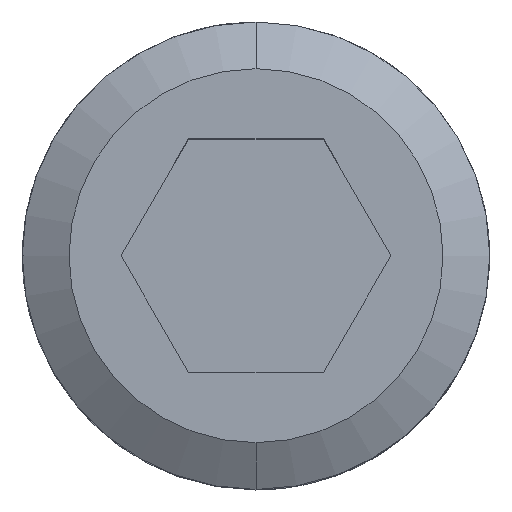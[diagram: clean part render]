
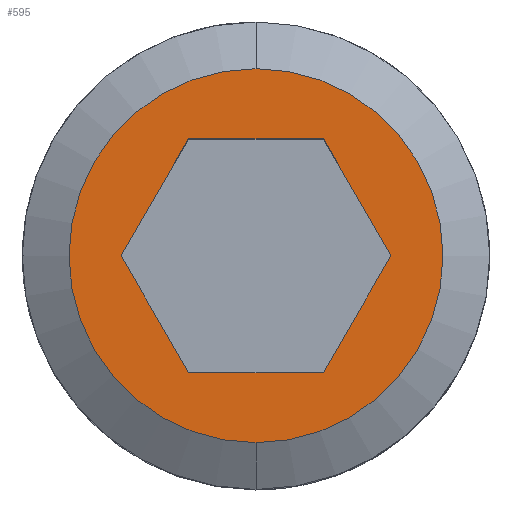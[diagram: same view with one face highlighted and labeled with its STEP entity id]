
A CAD part, top view. The second image highlights one B-rep face of the part: STEP entity #595.
In plain terms, the highlighted planar face has unit normal (0, 0, 1).
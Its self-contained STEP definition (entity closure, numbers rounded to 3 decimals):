
#4 = EDGE_CURVE ( 'NONE', #159, #142, #675, .T. ) ;
#50 = CARTESIAN_POINT ( 'NONE',  ( 0., 3., 0. ) ) ;
#71 = CARTESIAN_POINT ( 'NONE',  ( 0.866, 1.5, 0. ) ) ;
#142 = VERTEX_POINT ( 'NONE', #1392 ) ;
#159 = VERTEX_POINT ( 'NONE', #1176 ) ;
#190 = DIRECTION ( 'NONE',  ( -0.5, -0.866, 0. ) ) ;
#201 = DIRECTION ( 'NONE',  ( 0., 1., 0. ) ) ;
#203 = DIRECTION ( 'NONE',  ( 0., 0., -1. ) ) ;
#206 = DIRECTION ( 'NONE',  ( 0., 0., -1. ) ) ;
#251 = VECTOR ( 'NONE', #936, 1000. ) ;
#268 = LINE ( 'NONE', #662, #1142 ) ;
#271 = ORIENTED_EDGE ( 'NONE', *, *, #1165, .F. ) ;
#275 = EDGE_CURVE ( 'NONE', #387, #940, #374, .T. ) ;
#289 = ORIENTED_EDGE ( 'NONE', *, *, #1264, .F. ) ;
#322 = LINE ( 'NONE', #1336, #483 ) ;
#326 = DIRECTION ( 'NONE',  ( -0.5, 0.866, 0. ) ) ;
#333 = AXIS2_PLACEMENT_3D ( 'NONE', #1388, #573, #1219 ) ;
#359 = CARTESIAN_POINT ( 'NONE',  ( 0., 3., 0. ) ) ;
#365 = CARTESIAN_POINT ( 'NONE',  ( 0.866, 1.5, 0. ) ) ;
#369 = ORIENTED_EDGE ( 'NONE', *, *, #892, .F. ) ;
#374 = CIRCLE ( 'NONE', #1338, 2.4 ) ;
#382 = CARTESIAN_POINT ( 'NONE',  ( 0.866, 4.5, 0. ) ) ;
#387 = VERTEX_POINT ( 'NONE', #718 ) ;
#471 = ORIENTED_EDGE ( 'NONE', *, *, #973, .F. ) ;
#473 = DIRECTION ( 'NONE',  ( -1., 0., 0. ) ) ;
#478 = EDGE_CURVE ( 'NONE', #940, #387, #724, .T. ) ;
#483 = VECTOR ( 'NONE', #326, 1000. ) ;
#498 = CARTESIAN_POINT ( 'NONE',  ( 1.732, 3., 0. ) ) ;
#563 = LINE ( 'NONE', #365, #251 ) ;
#573 = DIRECTION ( 'NONE',  ( 0., 0., -1. ) ) ;
#575 = ORIENTED_EDGE ( 'NONE', *, *, #478, .F. ) ;
#591 = VERTEX_POINT ( 'NONE', #498 ) ;
#593 = LINE ( 'NONE', #903, #1183 ) ;
#595 = ADVANCED_FACE ( 'NONE', ( #982, #1054 ), #949, .F. ) ;
#662 = CARTESIAN_POINT ( 'NONE',  ( -0.866, 1.5, 0. ) ) ;
#675 = LINE ( 'NONE', #382, #1269 ) ;
#676 = CARTESIAN_POINT ( 'NONE',  ( -1.732, 3., 0. ) ) ;
#688 = CARTESIAN_POINT ( 'NONE',  ( -0.866, 4.5, 0. ) ) ;
#718 = CARTESIAN_POINT ( 'NONE',  ( 0., 5.4, 0. ) ) ;
#724 = CIRCLE ( 'NONE', #333, 2.4 ) ;
#759 = ORIENTED_EDGE ( 'NONE', *, *, #4, .F. ) ;
#764 = AXIS2_PLACEMENT_3D ( 'NONE', #50, #203, #1408 ) ;
#837 = EDGE_CURVE ( 'NONE', #142, #1401, #1036, .T. ) ;
#892 = EDGE_CURVE ( 'NONE', #1213, #591, #563, .T. ) ;
#903 = CARTESIAN_POINT ( 'NONE',  ( -1.732, 3., 0. ) ) ;
#936 = DIRECTION ( 'NONE',  ( 0.5, 0.866, 0. ) ) ;
#940 = VERTEX_POINT ( 'NONE', #1203 ) ;
#949 = PLANE ( 'NONE',  #764 ) ;
#973 = EDGE_CURVE ( 'NONE', #1401, #1052, #593, .T. ) ;
#982 = FACE_BOUND ( 'NONE', #1412, .T. ) ;
#1003 = DIRECTION ( 'NONE',  ( 1., 0., 0. ) ) ;
#1036 = LINE ( 'NONE', #688, #1384 ) ;
#1052 = VERTEX_POINT ( 'NONE', #1247 ) ;
#1054 = FACE_OUTER_BOUND ( 'NONE', #1214, .T. ) ;
#1142 = VECTOR ( 'NONE', #1003, 1000. ) ;
#1165 = EDGE_CURVE ( 'NONE', #591, #159, #322, .T. ) ;
#1176 = CARTESIAN_POINT ( 'NONE',  ( 0.866, 4.5, 0. ) ) ;
#1183 = VECTOR ( 'NONE', #1190, 1000. ) ;
#1190 = DIRECTION ( 'NONE',  ( 0.5, -0.866, 0. ) ) ;
#1203 = CARTESIAN_POINT ( 'NONE',  ( 0., 0.6, 0. ) ) ;
#1213 = VERTEX_POINT ( 'NONE', #71 ) ;
#1214 = EDGE_LOOP ( 'NONE', ( #1251, #575 ) ) ;
#1219 = DIRECTION ( 'NONE',  ( 0., 1., 0. ) ) ;
#1247 = CARTESIAN_POINT ( 'NONE',  ( -0.866, 1.5, 0. ) ) ;
#1251 = ORIENTED_EDGE ( 'NONE', *, *, #275, .F. ) ;
#1264 = EDGE_CURVE ( 'NONE', #1052, #1213, #268, .T. ) ;
#1269 = VECTOR ( 'NONE', #473, 1000. ) ;
#1336 = CARTESIAN_POINT ( 'NONE',  ( 1.732, 3., 0. ) ) ;
#1338 = AXIS2_PLACEMENT_3D ( 'NONE', #359, #206, #201 ) ;
#1343 = ORIENTED_EDGE ( 'NONE', *, *, #837, .F. ) ;
#1384 = VECTOR ( 'NONE', #190, 1000. ) ;
#1388 = CARTESIAN_POINT ( 'NONE',  ( 0., 3., 0. ) ) ;
#1392 = CARTESIAN_POINT ( 'NONE',  ( -0.866, 4.5, 0. ) ) ;
#1401 = VERTEX_POINT ( 'NONE', #676 ) ;
#1408 = DIRECTION ( 'NONE',  ( 0., 1., 0. ) ) ;
#1412 = EDGE_LOOP ( 'NONE', ( #369, #289, #471, #1343, #759, #271 ) ) ;
